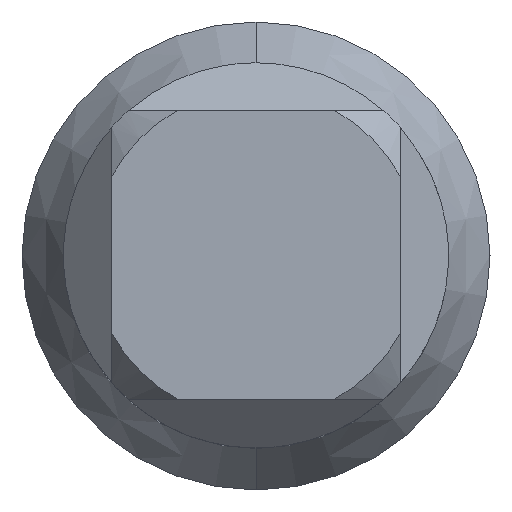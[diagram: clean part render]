
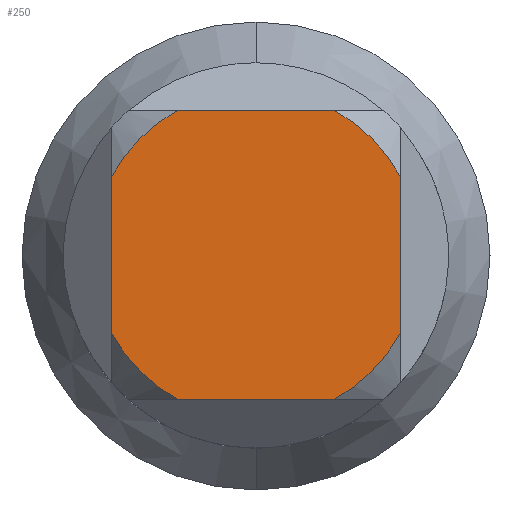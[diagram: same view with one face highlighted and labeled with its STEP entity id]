
A CAD part, top view. The second image highlights one B-rep face of the part: STEP entity #250.
In plain terms, the highlighted planar face has unit normal (0, 0, 1).
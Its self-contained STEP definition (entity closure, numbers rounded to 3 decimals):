
#1 = CARTESIAN_POINT ( 'NONE',  ( -10.705, 0., 34.842 ) ) ;
#10 = ORIENTED_EDGE ( 'NONE', *, *, #1033, .F. ) ;
#11 = DIRECTION ( 'NONE',  ( 0., 1., 0. ) ) ;
#39 = VERTEX_POINT ( 'NONE', #669 ) ;
#48 = LINE ( 'NONE', #1, #509 ) ;
#52 = DIRECTION ( 'NONE',  ( -1., 0., 0. ) ) ;
#57 = CARTESIAN_POINT ( 'NONE',  ( 10.705, 5.826, 34.842 ) ) ;
#59 = VECTOR ( 'NONE', #52, 1000. ) ;
#105 = CARTESIAN_POINT ( 'NONE',  ( 0., 0., 34.842 ) ) ;
#119 = CARTESIAN_POINT ( 'NONE',  ( -10.705, 5.826, 34.842 ) ) ;
#152 = ORIENTED_EDGE ( 'NONE', *, *, #1198, .T. ) ;
#168 = CARTESIAN_POINT ( 'NONE',  ( 0., 0., 34.842 ) ) ;
#199 = CARTESIAN_POINT ( 'NONE',  ( 0., 0., 34.842 ) ) ;
#250 = ADVANCED_FACE ( 'NONE', ( #978 ), #1194, .F. ) ;
#251 = DIRECTION ( 'NONE',  ( 0., 1., 0. ) ) ;
#254 = DIRECTION ( 'NONE',  ( 0., -1., 0. ) ) ;
#272 = DIRECTION ( 'NONE',  ( 0., 0., -1. ) ) ;
#276 = VERTEX_POINT ( 'NONE', #821 ) ;
#280 = DIRECTION ( 'NONE',  ( 0., 0., -1. ) ) ;
#281 = AXIS2_PLACEMENT_3D ( 'NONE', #914, #333, #1007 ) ;
#310 = CARTESIAN_POINT ( 'NONE',  ( 0., 10.705, 34.842 ) ) ;
#324 = ORIENTED_EDGE ( 'NONE', *, *, #940, .F. ) ;
#333 = DIRECTION ( 'NONE',  ( 0., 0., -1. ) ) ;
#421 = VERTEX_POINT ( 'NONE', #526 ) ;
#449 = CARTESIAN_POINT ( 'NONE',  ( 0., 0., 34.842 ) ) ;
#509 = VECTOR ( 'NONE', #254, 1000. ) ;
#526 = CARTESIAN_POINT ( 'NONE',  ( 5.826, -10.705, 34.842 ) ) ;
#549 = DIRECTION ( 'NONE',  ( 0., 1., 0. ) ) ;
#569 = ORIENTED_EDGE ( 'NONE', *, *, #1024, .F. ) ;
#581 = AXIS2_PLACEMENT_3D ( 'NONE', #449, #1126, #549 ) ;
#587 = VECTOR ( 'NONE', #919, 1000. ) ;
#590 = AXIS2_PLACEMENT_3D ( 'NONE', #168, #836, #251 ) ;
#593 = VERTEX_POINT ( 'NONE', #1098 ) ;
#600 = CIRCLE ( 'NONE', #711, 12.188 ) ;
#606 = CIRCLE ( 'NONE', #789, 12.188 ) ;
#625 = CARTESIAN_POINT ( 'NONE',  ( 10.705, 0., 34.842 ) ) ;
#627 = VERTEX_POINT ( 'NONE', #57 ) ;
#644 = CARTESIAN_POINT ( 'NONE',  ( 10.705, -5.826, 34.842 ) ) ;
#669 = CARTESIAN_POINT ( 'NONE',  ( -5.826, 10.705, 34.842 ) ) ;
#679 = DIRECTION ( 'NONE',  ( 0., 1., 0. ) ) ;
#711 = AXIS2_PLACEMENT_3D ( 'NONE', #105, #272, #679 ) ;
#761 = DIRECTION ( 'NONE',  ( 1., 0., 0. ) ) ;
#789 = AXIS2_PLACEMENT_3D ( 'NONE', #199, #280, #11 ) ;
#794 = LINE ( 'NONE', #310, #59 ) ;
#821 = CARTESIAN_POINT ( 'NONE',  ( -10.705, -5.826, 34.842 ) ) ;
#825 = LINE ( 'NONE', #625, #587 ) ;
#836 = DIRECTION ( 'NONE',  ( 0., 0., -1. ) ) ;
#848 = ORIENTED_EDGE ( 'NONE', *, *, #1000, .T. ) ;
#850 = ORIENTED_EDGE ( 'NONE', *, *, #926, .F. ) ;
#853 = ORIENTED_EDGE ( 'NONE', *, *, #971, .T. ) ;
#914 = CARTESIAN_POINT ( 'NONE',  ( 0., 0., 34.842 ) ) ;
#919 = DIRECTION ( 'NONE',  ( 0., 1., 0. ) ) ;
#926 = EDGE_CURVE ( 'NONE', #1140, #39, #606, .T. ) ;
#940 = EDGE_CURVE ( 'NONE', #593, #627, #600, .T. ) ;
#960 = CARTESIAN_POINT ( 'NONE',  ( -5.826, -10.705, 34.842 ) ) ;
#971 = EDGE_CURVE ( 'NONE', #1145, #421, #1108, .T. ) ;
#978 = FACE_OUTER_BOUND ( 'NONE', #1114, .T. ) ;
#1000 = EDGE_CURVE ( 'NONE', #1032, #627, #825, .T. ) ;
#1007 = DIRECTION ( 'NONE',  ( 0., 1., 0. ) ) ;
#1019 = CIRCLE ( 'NONE', #590, 12.188 ) ;
#1024 = EDGE_CURVE ( 'NONE', #1032, #421, #1019, .T. ) ;
#1032 = VERTEX_POINT ( 'NONE', #644 ) ;
#1033 = EDGE_CURVE ( 'NONE', #1145, #276, #1047, .T. ) ;
#1047 = CIRCLE ( 'NONE', #581, 12.188 ) ;
#1056 = EDGE_CURVE ( 'NONE', #1140, #276, #48, .T. ) ;
#1077 = VECTOR ( 'NONE', #761, 1000. ) ;
#1098 = CARTESIAN_POINT ( 'NONE',  ( 5.826, 10.705, 34.842 ) ) ;
#1108 = LINE ( 'NONE', #1150, #1077 ) ;
#1114 = EDGE_LOOP ( 'NONE', ( #569, #848, #324, #152, #850, #1159, #10, #853 ) ) ;
#1126 = DIRECTION ( 'NONE',  ( 0., 0., -1. ) ) ;
#1140 = VERTEX_POINT ( 'NONE', #119 ) ;
#1145 = VERTEX_POINT ( 'NONE', #960 ) ;
#1150 = CARTESIAN_POINT ( 'NONE',  ( 0., -10.705, 34.842 ) ) ;
#1159 = ORIENTED_EDGE ( 'NONE', *, *, #1056, .T. ) ;
#1194 = PLANE ( 'NONE',  #281 ) ;
#1198 = EDGE_CURVE ( 'NONE', #593, #39, #794, .T. ) ;
